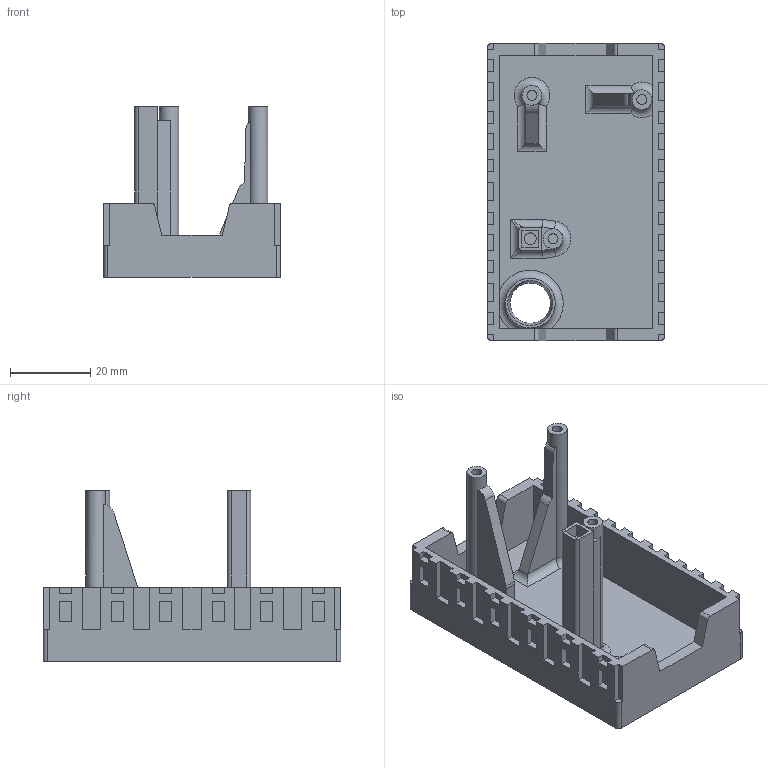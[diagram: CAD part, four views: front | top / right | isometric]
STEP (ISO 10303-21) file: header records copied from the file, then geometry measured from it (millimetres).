
FILE_DESCRIPTION(/* description */ ('STEP AP242','CAx-IF Rec.Pracs.---Representation and Presentation of Product Manufacturing Information (PMI)---4.0---2014-10-13','CAx-IF Rec.Pracs.---3D Tessellated Geometry---0.4---2014-09-14','2;1'),/* implementation_level */ '2;1');
FILE_NAME(/* name */ '65667d6401715d579057918b',/* time_stamp */ '2023-11-28T23:53:08Z',/* author */ (''),/* organization */ (''),/* preprocessor_version */ 'ST-DEVELOPER v19.4',/* originating_system */ ' ',/* authorisation */ ' ');
FILE_SCHEMA (('AP242_MANAGED_MODEL_BASED_3D_ENGINEERING_MIM_LF { 1 0 10303 442 1 1 4 }'));
Length unit declared in the file: metre
Products named in the file (1): tapa_kalop_v4
Bounding box: 44 x 74 x 42.5 mm (x, y, z)
Volume: 22693.2 mm3; surface area: 18406.3 mm2
Topology: 1 solids, 1 shells, 273 faces, 727 edges, 477 vertices
Faces by surface type: plane 232, cylinder 34, torus 4, bspline 2, cone 1
Full cylindrical faces by diameter (mm): 2.5 x3, 3 x1, 4.9 x3, 10 x1, 12.4 x1
Entity records: 8325 total; most frequent: CARTESIAN_POINT 1545, ORIENTED_EDGE 1418, DIRECTION 1312, EDGE_CURVE 709, LINE 632, VECTOR 632, VERTEX_POINT 472, AXIS2_PLACEMENT_3D 340
